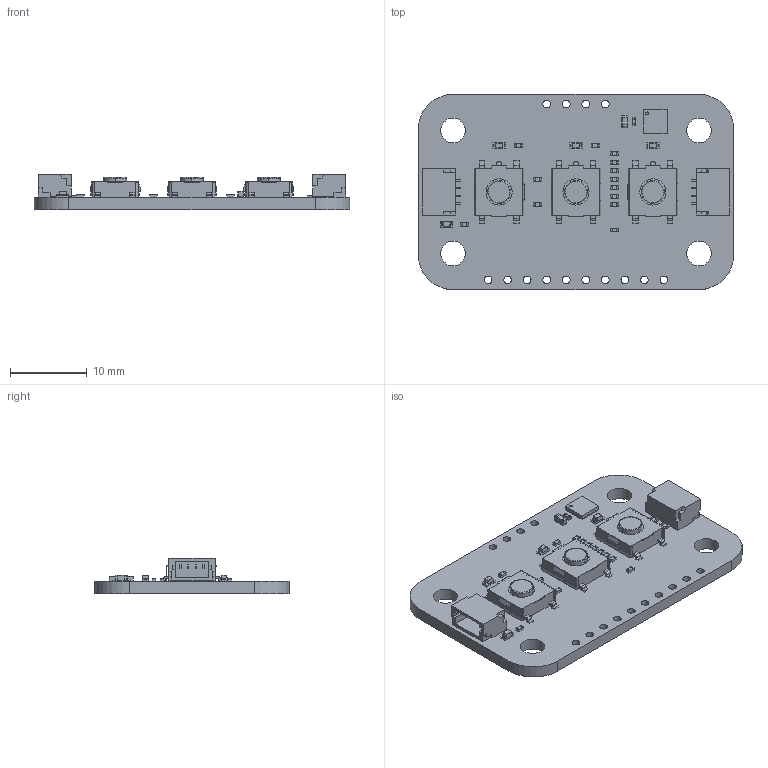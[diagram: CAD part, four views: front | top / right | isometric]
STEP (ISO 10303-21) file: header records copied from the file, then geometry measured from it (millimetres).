
FILE_DESCRIPTION(('Open CASCADE Model'),'2;1');
FILE_NAME('Open CASCADE Shape Model','2024-06-27T16:28:19',('Author'),( 'Open CASCADE'),'Open CASCADE STEP processor 7.5','Open CASCADE 7.5' ,'Unknown');
FILE_SCHEMA(('AUTOMOTIVE_DESIGN { 1 0 10303 214 1 1 1 1 }'));
Length unit declared in the file: millimetre
Products named in the file (40): PCB; Board; Open CASCADE STEP translator 7.5 16.1.1; R15; RES-0402; R14; R13; C4; CAP-0603; C3; CAP-0402; R10; R6; R8; R11; R9; R7; U1; 7552721664; Open CASCADE STEP translator 7.5 16.1; Body; Open CASCADE STEP translator 7.5 16.2.1; Pin Shape; Open CASCADE STEP translator 7.5 16.3.1; J1; SM04B-SRSS-TB_RGB12040119; J2; D1; HSMx-190; R1; D4; PB3; TETactileSwitch1571636; D3; PB2; R12; D2; PB1; R4; R5
Assembly tree (76 placements, depth 5):
  PCB
    Board
      Open CASCADE STEP translator 7.5 16.1.1
    R15
      RES-0402
    R14
      RES-0402
    R13
      RES-0402
    C4
      CAP-0603
    C3
      CAP-0402
    R10
      RES-0402
    R6
      RES-0402
    R8
      RES-0402
    R11
      RES-0402
    R9
      RES-0402
    R7
      RES-0402
    U1
      7552721664
        Open CASCADE STEP translator 7.5 16.1
        Body
          Open CASCADE STEP translator 7.5 16.2.1
        Pin Shape  x20
          Open CASCADE STEP translator 7.5 16.3.1
    J1
      SM04B-SRSS-TB_RGB12040119
    J2
      SM04B-SRSS-TB_RGB12040119
    D1
      HSMx-190
    R1
      RES-0402
    D4
      HSMx-190
    PB3
      TETactileSwitch1571636
    D3
      HSMx-190
    PB2
      TETactileSwitch1571636
    R12
      RES-0402
    D2
      HSMx-190
    PB1
      TETactileSwitch1571636
    R4
      RES-0402
    R5
      RES-0402
Bounding box: 41 x 25.36 x 4.58 mm (x, y, z)
Volume: 1914.6 mm3; surface area: 3311.7 mm2
Topology: 49 solids, 50 shells, 1718 faces, 4522 edges, 2889 vertices
Faces by surface type: plane 1404, cylinder 244, sphere 32, bspline 22, torus 16
Full cylindrical faces by diameter (mm): 0.07 x4, 0.388 x1, 1 x14, 3.2 x4
Entity records: 16781 total; most frequent: CARTESIAN_POINT 3084, DIRECTION 2496, ORIENTED_EDGE 2429, EDGE_CURVE 1215, LINE 922, VECTOR 922, AXIS2_PLACEMENT_3D 787, VERTEX_POINT 763
